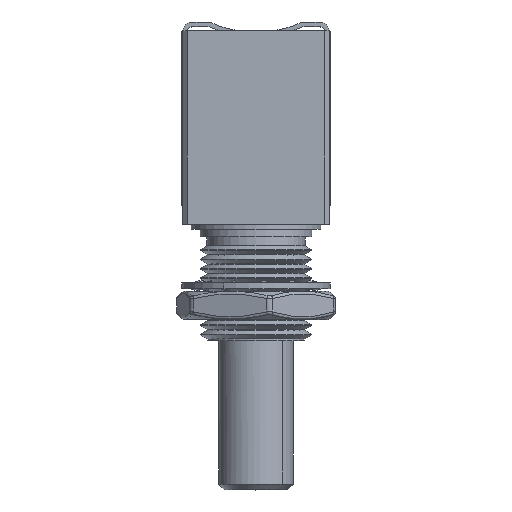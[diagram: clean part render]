
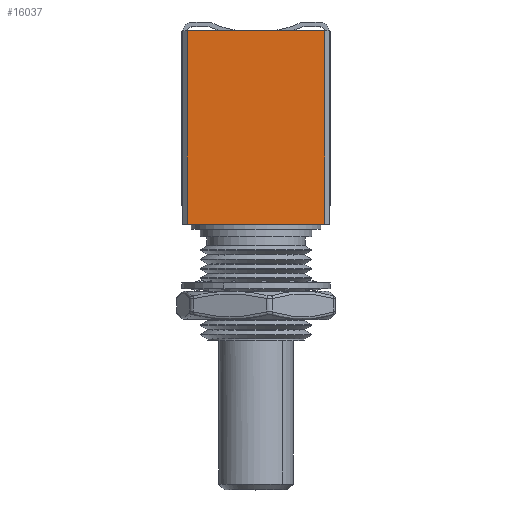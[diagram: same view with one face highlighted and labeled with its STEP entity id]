
A CAD part, top view. The second image highlights one B-rep face of the part: STEP entity #16037.
In plain terms, the highlighted planar face has unit normal (0, 0, 1).
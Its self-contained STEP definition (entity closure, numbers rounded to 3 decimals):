
#15481=CARTESIAN_POINT('',(5.842,-8.837,13.233));
#15482=VERTEX_POINT('',#15481);
#15489=CARTESIAN_POINT('',(-5.842,-8.837,13.233));
#15490=VERTEX_POINT('',#15489);
#15491=CARTESIAN_POINT('',(-5.842,-8.837,13.233));
#15492=DIRECTION('',(1.0,0.0,0.0));
#15493=VECTOR('',#15492,11.684);
#15494=LINE('',#15491,#15493);
#15495=EDGE_CURVE('',#15490,#15482,#15494,.T.);
#15869=CARTESIAN_POINT('',(-5.842,7.673,13.233));
#15870=VERTEX_POINT('',#15869);
#15877=CARTESIAN_POINT('',(5.842,7.673,13.233));
#15878=VERTEX_POINT('',#15877);
#15879=CARTESIAN_POINT('',(5.842,7.673,13.233));
#15880=DIRECTION('',(-1.0,0.0,0.0));
#15881=VECTOR('',#15880,11.684);
#15882=LINE('',#15879,#15881);
#15883=EDGE_CURVE('',#15878,#15870,#15882,.T.);
#16010=CARTESIAN_POINT('',(5.842,-8.837,13.233));
#16011=DIRECTION('',(0.0,1.0,0.0));
#16012=VECTOR('',#16011,16.51);
#16013=LINE('',#16010,#16012);
#16014=EDGE_CURVE('',#15482,#15878,#16013,.T.);
#16021=CARTESIAN_POINT('',(5.842,-8.837,13.233));
#16022=DIRECTION('',(0.0,0.0,1.0));
#16023=DIRECTION('',(1.0,0.0,0.0));
#16024=AXIS2_PLACEMENT_3D('',#16021,#16022,#16023);
#16025=PLANE('',#16024);
#16026=ORIENTED_EDGE('',*,*,#15883,.T.);
#16027=CARTESIAN_POINT('',(-5.842,-8.837,13.233));
#16028=DIRECTION('',(0.0,1.0,0.0));
#16029=VECTOR('',#16028,16.51);
#16030=LINE('',#16027,#16029);
#16031=EDGE_CURVE('',#15490,#15870,#16030,.T.);
#16032=ORIENTED_EDGE('',*,*,#16031,.F.);
#16033=ORIENTED_EDGE('',*,*,#15495,.T.);
#16034=ORIENTED_EDGE('',*,*,#16014,.T.);
#16035=EDGE_LOOP('',(#16026,#16032,#16033,#16034));
#16036=FACE_OUTER_BOUND('',#16035,.T.);
#16037=ADVANCED_FACE('',(#16036),#16025,.T.);
